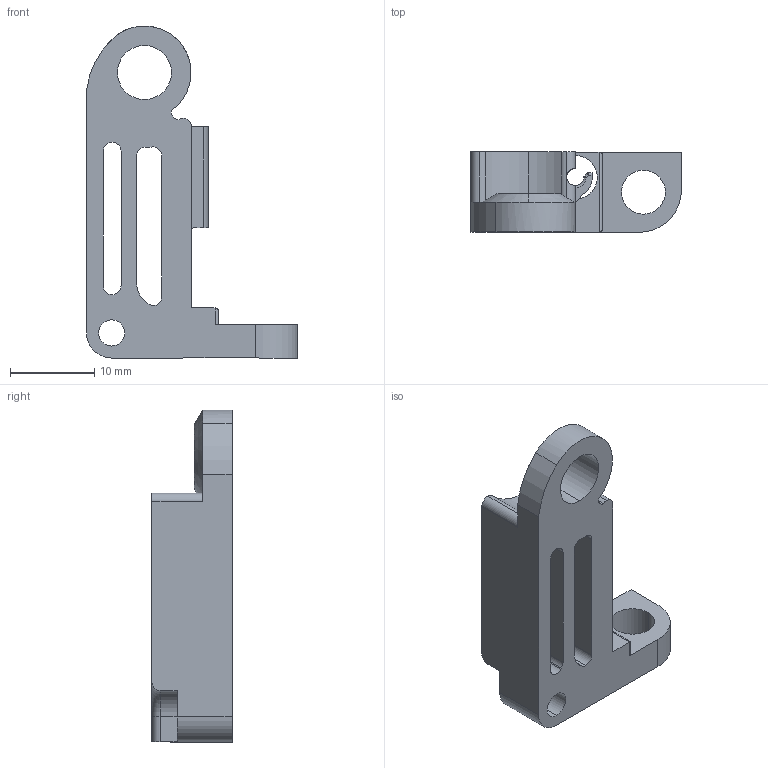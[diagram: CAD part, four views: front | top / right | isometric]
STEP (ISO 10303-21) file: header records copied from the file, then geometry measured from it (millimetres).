
FILE_DESCRIPTION (( 'STEP AP203' ), '1' );
FILE_NAME ('clamping lever V3.STEP', '2025-02-21T17:50:57', ( '' ), ( '' ), 'SwSTEP 2.0', 'SolidWorks 2024', '' );
FILE_SCHEMA (( 'CONFIG_CONTROL_DESIGN' ));
Length unit declared in the file: millimetre
Products named in the file (1): clamping lever V3
Bounding box: 24.97 x 9.5 x 39.31 mm (x, y, z)
Volume: 2870.8 mm3; surface area: 2924.4 mm2
Topology: 1 solids, 1 shells, 81 faces, 220 edges, 140 vertices
Faces by surface type: cylinder 45, plane 28, cone 4, torus 2, sphere 2
Entity records: 2699 total; most frequent: CARTESIAN_POINT 489, DIRECTION 471, ORIENTED_EDGE 440, EDGE_CURVE 220, AXIS2_PLACEMENT_3D 176, VERTEX_POINT 140, LINE 119, VECTOR 119
